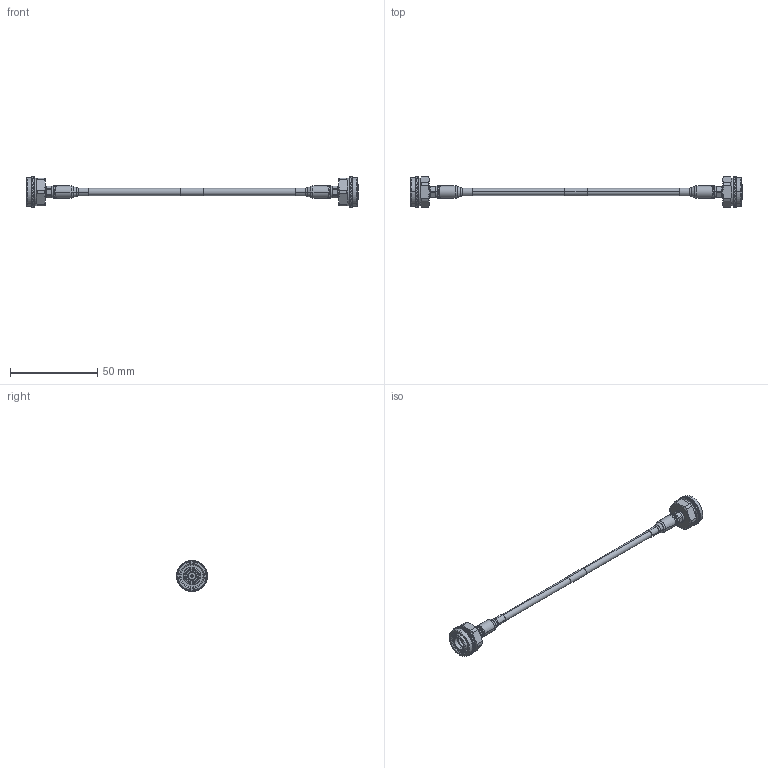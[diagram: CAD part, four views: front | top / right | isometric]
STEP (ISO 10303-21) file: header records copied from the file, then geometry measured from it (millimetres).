
FILE_DESCRIPTION (( 'STEP AP214' ), '1' );
FILE_NAME ('FMCA2298_3D.STEP', '2021-04-14T15:22:50', ( '' ), ( '' ), 'SwSTEP 2.0', 'SolidWorks 2020', '' );
FILE_SCHEMA (( 'AUTOMOTIVE_DESIGN' ));
Length unit declared in the file: inch
Products named in the file (4): FMCA2298_3D; TFT-402-MA1; TFT-402_WITH LABEL; TC-402-225M-LP-PE
Assembly tree (5 placements, depth 2):
  FMCA2298_3D
    TFT-402_WITH LABEL
    TC-402-225M-LP-PE  x2
    TFT-402-MA1  x2
Bounding box: 189.8 x 17.5 x 17.5 mm (x, y, z)
Volume: 5890.5 mm3; surface area: 8452.3 mm2
Topology: 5 solids, 5 shells, 2576 faces, 6182 edges, 3656 vertices
Faces by surface type: bspline 1440, cylinder 628, plane 334, cone 116, torus 58
Entity records: 47025 total; most frequent: CARTESIAN_POINT 26146, ORIENTED_EDGE 6200, EDGE_CURVE 3100, DIRECTION 2342, VERTEX_POINT 1834, EDGE_LOOP 1318, FACE_OUTER_BOUND 1293, ADVANCED_FACE 1293
